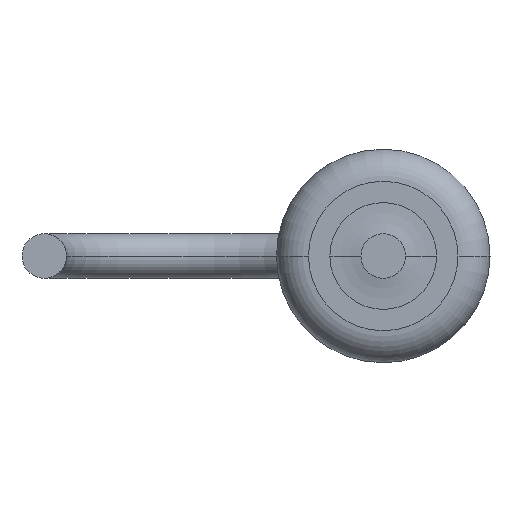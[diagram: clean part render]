
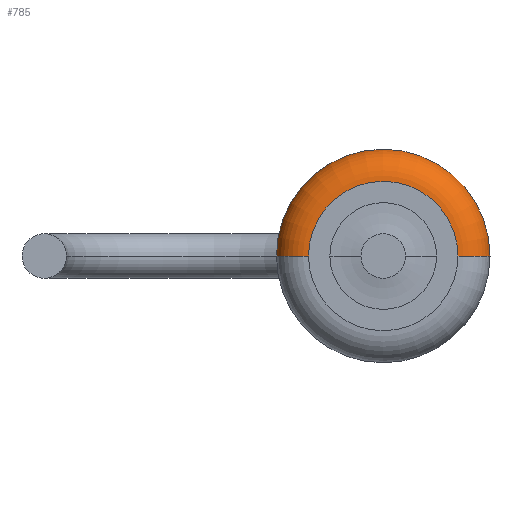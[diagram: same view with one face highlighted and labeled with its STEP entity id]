
A CAD part, front view. The second image highlights one B-rep face of the part: STEP entity #785.
In plain terms, the highlighted toroidal (fillet/blend) face has major radius 0.84 mm and minor radius 0.36 mm.
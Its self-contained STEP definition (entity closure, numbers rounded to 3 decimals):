
#13 = DIRECTION ( 'NONE',  ( 0., 1., 0. ) ) ;
#95 = DIRECTION ( 'NONE',  ( 1., 0., 0. ) ) ;
#240 = VERTEX_POINT ( 'NONE', #463 ) ;
#381 = ORIENTED_EDGE ( 'NONE', *, *, #1224, .F. ) ;
#394 = FACE_OUTER_BOUND ( 'NONE', #598, .T. ) ;
#402 = CARTESIAN_POINT ( 'NONE',  ( -0.84, -2.64, 0. ) ) ;
#405 = CARTESIAN_POINT ( 'NONE',  ( 0., -3., 0. ) ) ;
#463 = CARTESIAN_POINT ( 'NONE',  ( -0.84, -3., 0. ) ) ;
#467 = CIRCLE ( 'NONE', #1485, 1.2 ) ;
#586 = CIRCLE ( 'NONE', #762, 0.36 ) ;
#598 = EDGE_LOOP ( 'NONE', ( #1341, #670, #381, #1719 ) ) ;
#670 = ORIENTED_EDGE ( 'NONE', *, *, #1162, .T. ) ;
#762 = AXIS2_PLACEMENT_3D ( 'NONE', #402, #1301, #1875 ) ;
#770 = VERTEX_POINT ( 'NONE', #1791 ) ;
#785 = ADVANCED_FACE ( 'NONE', ( #394 ), #1104, .T. ) ;
#807 = VERTEX_POINT ( 'NONE', #986 ) ;
#809 = CARTESIAN_POINT ( 'NONE',  ( 0., -2.64, 0. ) ) ;
#834 = AXIS2_PLACEMENT_3D ( 'NONE', #405, #1766, #1005 ) ;
#919 = AXIS2_PLACEMENT_3D ( 'NONE', #1271, #1430, #95 ) ;
#986 = CARTESIAN_POINT ( 'NONE',  ( 1.2, -2.64, 0. ) ) ;
#1005 = DIRECTION ( 'NONE',  ( -1., 0., 0. ) ) ;
#1104 = TOROIDAL_SURFACE ( 'NONE', #1614, 0.84, 0.36 ) ;
#1159 = CARTESIAN_POINT ( 'NONE',  ( 0.84, -3., 0. ) ) ;
#1162 = EDGE_CURVE ( 'NONE', #1564, #807, #1672, .T. ) ;
#1168 = DIRECTION ( 'NONE',  ( -1., 0., 0. ) ) ;
#1224 = EDGE_CURVE ( 'NONE', #770, #807, #467, .T. ) ;
#1271 = CARTESIAN_POINT ( 'NONE',  ( 0.84, -2.64, 0. ) ) ;
#1301 = DIRECTION ( 'NONE',  ( 0., 0., -1. ) ) ;
#1328 = CARTESIAN_POINT ( 'NONE',  ( 0., -2.64, 0. ) ) ;
#1341 = ORIENTED_EDGE ( 'NONE', *, *, #1597, .F. ) ;
#1409 = EDGE_CURVE ( 'NONE', #240, #770, #586, .T. ) ;
#1430 = DIRECTION ( 'NONE',  ( 0., 0., 1. ) ) ;
#1441 = DIRECTION ( 'NONE',  ( 0., 1., 0. ) ) ;
#1485 = AXIS2_PLACEMENT_3D ( 'NONE', #809, #1441, #1168 ) ;
#1564 = VERTEX_POINT ( 'NONE', #1159 ) ;
#1597 = EDGE_CURVE ( 'NONE', #1564, #240, #1765, .T. ) ;
#1614 = AXIS2_PLACEMENT_3D ( 'NONE', #1328, #13, #1773 ) ;
#1672 = CIRCLE ( 'NONE', #919, 0.36 ) ;
#1719 = ORIENTED_EDGE ( 'NONE', *, *, #1409, .F. ) ;
#1765 = CIRCLE ( 'NONE', #834, 0.84 ) ;
#1766 = DIRECTION ( 'NONE',  ( 0., -1., 0. ) ) ;
#1773 = DIRECTION ( 'NONE',  ( -1., 0., 0. ) ) ;
#1791 = CARTESIAN_POINT ( 'NONE',  ( -1.2, -2.64, 0. ) ) ;
#1875 = DIRECTION ( 'NONE',  ( -1., 0., 0. ) ) ;
